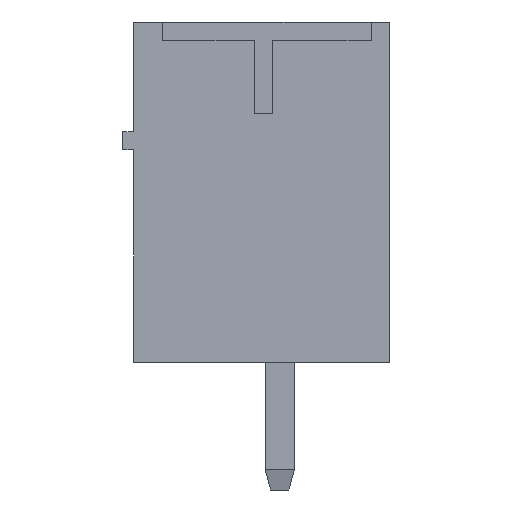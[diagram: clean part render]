
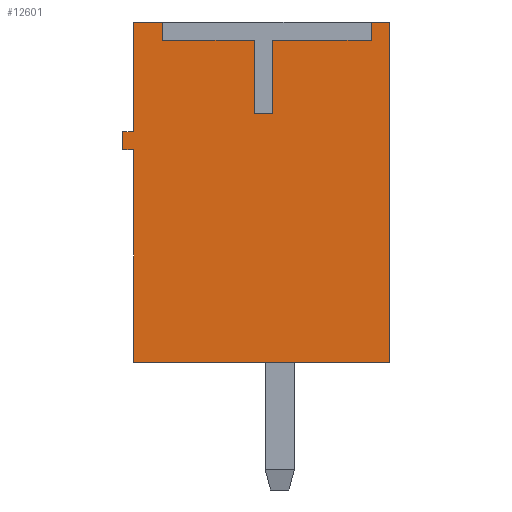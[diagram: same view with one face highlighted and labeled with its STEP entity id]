
A CAD part, left-side view. The second image highlights one B-rep face of the part: STEP entity #12601.
In plain terms, the highlighted planar face has unit normal (-1, 0, 0).
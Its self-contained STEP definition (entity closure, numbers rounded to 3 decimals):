
#791=FACE_OUTER_BOUND('',#1518,.T.);
#1518=EDGE_LOOP('',(#10682,#10683,#10684,#10685,#10686,#10687,#10688,#10689,
#10690,#10691,#10692,#10693,#10694,#10695,#10696,#10697));
#1809=LINE('',#16905,#3426);
#2007=LINE('',#17347,#3624);
#2609=LINE('',#18580,#4226);
#2613=LINE('',#18587,#4230);
#3089=LINE('',#19628,#4706);
#3095=LINE('',#19640,#4712);
#3096=LINE('',#19642,#4713);
#3098=LINE('',#19645,#4715);
#3100=LINE('',#19649,#4717);
#3103=LINE('',#19655,#4720);
#3106=LINE('',#19660,#4723);
#3108=LINE('',#19665,#4725);
#3109=LINE('',#19667,#4726);
#3110=LINE('',#19669,#4727);
#3111=LINE('',#19670,#4728);
#3112=LINE('',#19671,#4729);
#3426=VECTOR('',#13796,5.8);
#3624=VECTOR('',#14084,9.3);
#4226=VECTOR('',#15142,0.8);
#4230=VECTOR('',#15146,0.5);
#4706=VECTOR('',#16214,2.7);
#4712=VECTOR('',#16222,2.5);
#4713=VECTOR('',#16225,0.5);
#4715=VECTOR('',#16229,0.5);
#4717=VECTOR('',#16233,2.);
#4720=VECTOR('',#16238,0.5);
#4723=VECTOR('',#16243,2.);
#4725=VECTOR('',#16249,3.);
#4726=VECTOR('',#16250,0.3);
#4727=VECTOR('',#16251,0.5);
#4728=VECTOR('',#16252,0.3);
#4729=VECTOR('',#16253,7.);
#4957=VERTEX_POINT('',#16898);
#4960=VERTEX_POINT('',#16903);
#5157=VERTEX_POINT('',#17343);
#5159=VERTEX_POINT('',#17346);
#5561=VERTEX_POINT('',#18577);
#5562=VERTEX_POINT('',#18579);
#5565=VERTEX_POINT('',#18585);
#5832=VERTEX_POINT('',#19624);
#5834=VERTEX_POINT('',#19627);
#5836=VERTEX_POINT('',#19633);
#5839=VERTEX_POINT('',#19638);
#5840=VERTEX_POINT('',#19648);
#5842=VERTEX_POINT('',#19654);
#5844=VERTEX_POINT('',#19664);
#5845=VERTEX_POINT('',#19666);
#5846=VERTEX_POINT('',#19668);
#6135=EDGE_CURVE('',#4960,#4957,#1809,.T.);
#6333=EDGE_CURVE('',#5157,#5159,#2007,.T.);
#6964=EDGE_CURVE('',#5561,#5562,#2609,.T.);
#6968=EDGE_CURVE('',#5565,#5157,#2613,.T.);
#7465=EDGE_CURVE('',#5834,#5832,#3089,.T.);
#7471=EDGE_CURVE('',#5836,#5839,#3095,.T.);
#7472=EDGE_CURVE('',#5839,#5562,#3096,.T.);
#7474=EDGE_CURVE('',#5565,#5834,#3098,.T.);
#7476=EDGE_CURVE('',#5840,#5836,#3100,.T.);
#7479=EDGE_CURVE('',#5842,#5840,#3103,.T.);
#7482=EDGE_CURVE('',#5832,#5842,#3106,.T.);
#7484=EDGE_CURVE('',#5844,#5561,#3108,.T.);
#7485=EDGE_CURVE('',#5845,#5844,#3109,.T.);
#7486=EDGE_CURVE('',#5846,#5845,#3110,.T.);
#7487=EDGE_CURVE('',#4957,#5846,#3111,.T.);
#7488=EDGE_CURVE('',#5159,#4960,#3112,.T.);
#10682=ORIENTED_EDGE('',*,*,#7474,.T.);
#10683=ORIENTED_EDGE('',*,*,#7465,.T.);
#10684=ORIENTED_EDGE('',*,*,#7482,.T.);
#10685=ORIENTED_EDGE('',*,*,#7479,.T.);
#10686=ORIENTED_EDGE('',*,*,#7476,.T.);
#10687=ORIENTED_EDGE('',*,*,#7471,.T.);
#10688=ORIENTED_EDGE('',*,*,#7472,.T.);
#10689=ORIENTED_EDGE('',*,*,#6964,.F.);
#10690=ORIENTED_EDGE('',*,*,#7484,.F.);
#10691=ORIENTED_EDGE('',*,*,#7485,.F.);
#10692=ORIENTED_EDGE('',*,*,#7486,.F.);
#10693=ORIENTED_EDGE('',*,*,#7487,.F.);
#10694=ORIENTED_EDGE('',*,*,#6135,.F.);
#10695=ORIENTED_EDGE('',*,*,#7488,.F.);
#10696=ORIENTED_EDGE('',*,*,#6333,.F.);
#10697=ORIENTED_EDGE('',*,*,#6968,.F.);
#11472=PLANE('',#13309);
#12601=ADVANCED_FACE('',(#791),#11472,.T.);
#13309=AXIS2_PLACEMENT_3D('',#19663,#16247,#16248);
#13796=DIRECTION('',(0.,0.,1.));
#14084=DIRECTION('',(0.,0.,-1.));
#15142=DIRECTION('',(0.,-1.,0.));
#15146=DIRECTION('',(0.,-1.,0.));
#16214=DIRECTION('',(0.,1.,0.));
#16222=DIRECTION('',(0.,1.,0.));
#16225=DIRECTION('',(0.,0.,1.));
#16229=DIRECTION('',(0.,0.,-1.));
#16233=DIRECTION('',(0.,0.,1.));
#16238=DIRECTION('',(0.,1.,0.));
#16243=DIRECTION('',(0.,0.,-1.));
#16247=DIRECTION('center_axis',(-1.,0.,0.));
#16248=DIRECTION('ref_axis',(0.,-1.,0.));
#16249=DIRECTION('',(0.,0.,1.));
#16250=DIRECTION('',(0.,-1.,0.));
#16251=DIRECTION('',(0.,0.,1.));
#16252=DIRECTION('',(0.,1.,0.));
#16253=DIRECTION('',(0.,1.,0.));
#16898=CARTESIAN_POINT('',(-19.4,4.,5.8));
#16903=CARTESIAN_POINT('',(-19.4,4.,0.));
#16905=CARTESIAN_POINT('',(-19.4,4.,1.5));
#17343=CARTESIAN_POINT('',(-19.4,-3.,9.3));
#17346=CARTESIAN_POINT('',(-19.4,-3.,0.));
#17347=CARTESIAN_POINT('',(-19.4,-3.,1.5));
#18577=CARTESIAN_POINT('',(-19.4,4.,9.3));
#18579=CARTESIAN_POINT('',(-19.4,3.2,9.3));
#18580=CARTESIAN_POINT('',(-19.4,4.,9.3));
#18585=CARTESIAN_POINT('',(-19.4,-2.5,9.3));
#18587=CARTESIAN_POINT('',(-19.4,4.,9.3));
#19624=CARTESIAN_POINT('',(-19.4,0.2,8.8));
#19627=CARTESIAN_POINT('',(-19.4,-2.5,8.8));
#19628=CARTESIAN_POINT('',(-19.4,0.75,8.8));
#19633=CARTESIAN_POINT('',(-19.4,0.7,8.8));
#19638=CARTESIAN_POINT('',(-19.4,3.2,8.8));
#19640=CARTESIAN_POINT('',(-19.4,0.75,8.8));
#19642=CARTESIAN_POINT('',(-19.4,3.2,5.15));
#19645=CARTESIAN_POINT('',(-19.4,-2.5,5.4));
#19648=CARTESIAN_POINT('',(-19.4,0.7,6.8));
#19649=CARTESIAN_POINT('',(-19.4,0.7,4.15));
#19654=CARTESIAN_POINT('',(-19.4,0.2,6.8));
#19655=CARTESIAN_POINT('',(-19.4,2.1,6.8));
#19660=CARTESIAN_POINT('',(-19.4,0.2,5.15));
#19663=CARTESIAN_POINT('Origin',(-19.4,4.,1.5));
#19664=CARTESIAN_POINT('',(-19.4,4.,6.3));
#19665=CARTESIAN_POINT('',(-19.4,4.,1.5));
#19666=CARTESIAN_POINT('',(-19.4,4.3,6.3));
#19667=CARTESIAN_POINT('',(-19.4,3.95,6.3));
#19668=CARTESIAN_POINT('',(-19.4,4.3,5.8));
#19669=CARTESIAN_POINT('',(-19.4,4.3,5.475));
#19670=CARTESIAN_POINT('',(-19.4,4.1,5.8));
#19671=CARTESIAN_POINT('',(-19.4,-3.,0.));
